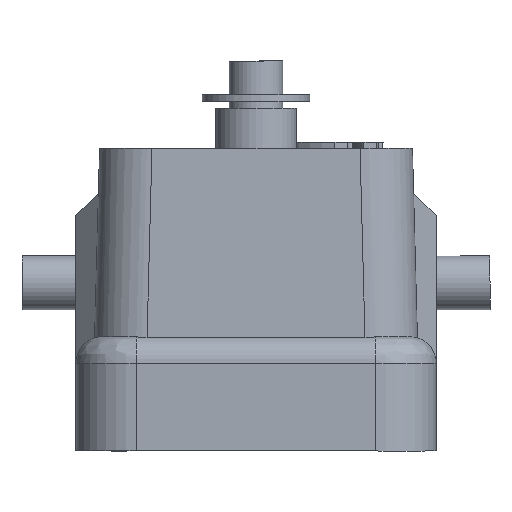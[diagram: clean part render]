
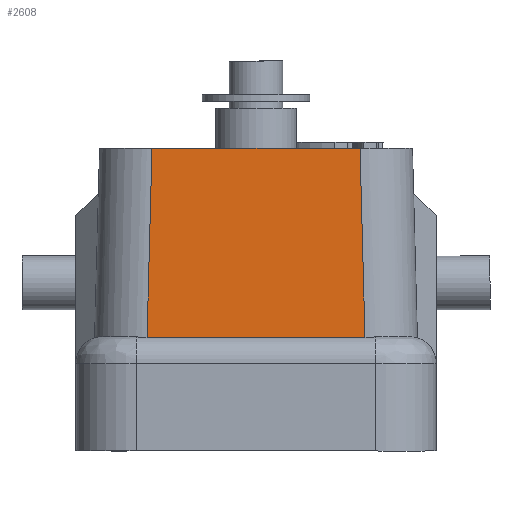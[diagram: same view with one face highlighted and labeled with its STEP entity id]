
A CAD part, left-side view. The second image highlights one B-rep face of the part: STEP entity #2608.
In plain terms, the highlighted planar face has unit normal (-1, 0, 0.026).
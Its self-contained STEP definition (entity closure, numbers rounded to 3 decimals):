
#1491=PLANE('',#5432);
#1641=FACE_OUTER_BOUND('',#2960,.T.);
#1990=LINE('',#7231,#2377);
#1991=LINE('',#7235,#2378);
#1992=LINE('',#7238,#2379);
#1993=LINE('',#7239,#2380);
#2377=VECTOR('',#6165,1.);
#2378=VECTOR('',#6170,1.);
#2379=VECTOR('',#6171,1.);
#2380=VECTOR('',#6172,1.);
#2608=ADVANCED_FACE('',(#1641),#1491,.T.);
#2960=EDGE_LOOP('',(#3699,#3700,#3701,#3702));
#3699=ORIENTED_EDGE('',*,*,#4778,.F.);
#3700=ORIENTED_EDGE('',*,*,#4779,.T.);
#3701=ORIENTED_EDGE('',*,*,#4776,.T.);
#3702=ORIENTED_EDGE('',*,*,#4780,.T.);
#4331=VERTEX_POINT('',#7230);
#4332=VERTEX_POINT('',#7232);
#4333=VERTEX_POINT('',#7236);
#4334=VERTEX_POINT('',#7237);
#4776=EDGE_CURVE('',#4332,#4331,#1990,.T.);
#4778=EDGE_CURVE('',#4333,#4334,#1991,.T.);
#4779=EDGE_CURVE('',#4333,#4332,#1992,.T.);
#4780=EDGE_CURVE('',#4331,#4334,#1993,.T.);
#5432=AXIS2_PLACEMENT_3D('',#7240,#6173,#6174);
#6165=DIRECTION('',(0.,1.,0.));
#6170=DIRECTION('',(0.,1.,0.));
#6171=DIRECTION('',(0.026,0.026,0.999));
#6172=DIRECTION('',(-0.026,0.026,-0.999));
#6173=DIRECTION('',(-1.,0.,0.026));
#6174=DIRECTION('',(0.026,0.,1.));
#7230=CARTESIAN_POINT('',(-11.502,7.735,22.5));
#7231=CARTESIAN_POINT('',(-11.502,-9.102,22.5));
#7232=CARTESIAN_POINT('',(-11.502,-7.735,22.5));
#7235=CARTESIAN_POINT('',(-11.87,-8.102,8.465));
#7236=CARTESIAN_POINT('',(-11.87,-8.102,8.465));
#7237=CARTESIAN_POINT('',(-11.87,8.102,8.465));
#7238=CARTESIAN_POINT('',(-11.87,-8.102,8.465));
#7239=CARTESIAN_POINT('',(-11.553,7.786,20.552));
#7240=CARTESIAN_POINT('',(-11.896,-9.102,7.466));
